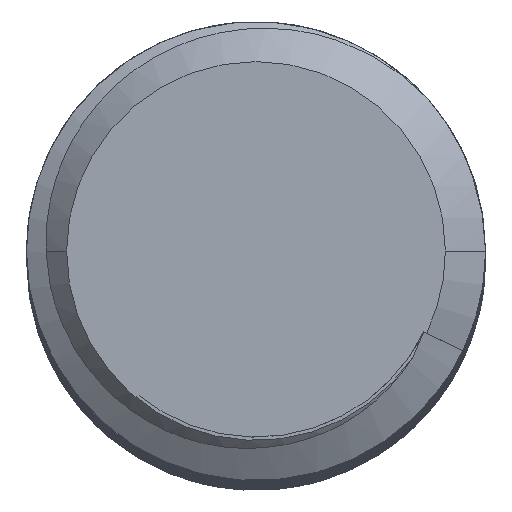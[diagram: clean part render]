
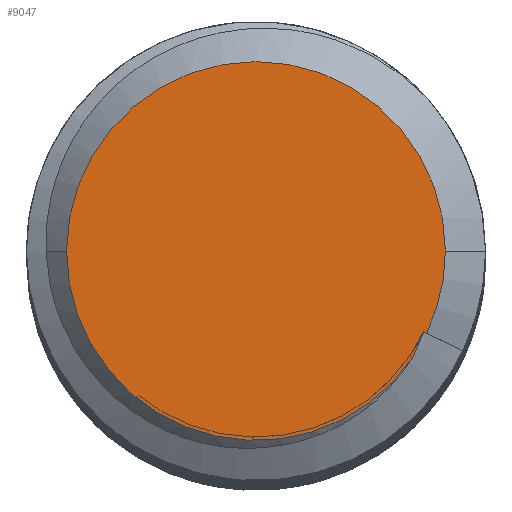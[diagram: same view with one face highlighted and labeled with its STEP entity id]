
A CAD part, top view. The second image highlights one B-rep face of the part: STEP entity #9047.
In plain terms, the highlighted planar face has unit normal (0, 0, 1).
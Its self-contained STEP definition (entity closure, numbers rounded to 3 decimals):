
#231 = VECTOR ( 'NONE', #12717, 1000. ) ;
#688 = CARTESIAN_POINT ( 'NONE',  ( 0., 0., 50. ) ) ;
#870 = CARTESIAN_POINT ( 'NONE',  ( 1.487, -0.716, 50. ) ) ;
#887 = CARTESIAN_POINT ( 'NONE',  ( 1.402, -0.855, 50. ) ) ;
#1031 = ORIENTED_EDGE ( 'NONE', *, *, #12873, .T. ) ;
#1123 = DIRECTION ( 'NONE',  ( 0., 0., 1. ) ) ;
#1704 = AXIS2_PLACEMENT_3D ( 'NONE', #8352, #6360, #10761 ) ;
#1764 = CARTESIAN_POINT ( 'NONE',  ( 1.65, 0., 50. ) ) ;
#1862 = CARTESIAN_POINT ( 'NONE',  ( 0., 0., 50. ) ) ;
#2563 = VERTEX_POINT ( 'NONE', #1764 ) ;
#3007 = DIRECTION ( 'NONE',  ( 1., 0., 0. ) ) ;
#3061 = CIRCLE ( 'NONE', #1704, 1.65 ) ;
#3396 = ORIENTED_EDGE ( 'NONE', *, *, #10460, .T. ) ;
#4374 = EDGE_CURVE ( 'NONE', #14212, #12253, #7037, .T. ) ;
#4629 = CARTESIAN_POINT ( 'NONE',  ( 1.366, -0.925, 50. ) ) ;
#5640 = PLANE ( 'NONE',  #5904 ) ;
#5904 = AXIS2_PLACEMENT_3D ( 'NONE', #6762, #1123, #14672 ) ;
#6090 = LINE ( 'NONE', #688, #231 ) ;
#6360 = DIRECTION ( 'NONE',  ( 0., 0., 1. ) ) ;
#6570 = CARTESIAN_POINT ( 'NONE',  ( 1.366, -0.925, 50. ) ) ;
#6762 = CARTESIAN_POINT ( 'NONE',  ( 0., 0., 50. ) ) ;
#7037 = CIRCLE ( 'NONE', #12309, 1.65 ) ;
#7498 = DIRECTION ( 'NONE',  ( 0., 0., 1. ) ) ;
#7685 = DIRECTION ( 'NONE',  ( 0., 0., 1. ) ) ;
#7777 = VERTEX_POINT ( 'NONE', #8192 ) ;
#7833 = FACE_OUTER_BOUND ( 'NONE', #11564, .T. ) ;
#8192 = CARTESIAN_POINT ( 'NONE',  ( 1.459, -0.707, 50. ) ) ;
#8352 = CARTESIAN_POINT ( 'NONE',  ( 0., 0., 50. ) ) ;
#8531 = CIRCLE ( 'NONE', #10041, 1.65 ) ;
#9047 = ADVANCED_FACE ( 'NONE', ( #7833 ), #5640, .T. ) ;
#9412 = ORIENTED_EDGE ( 'NONE', *, *, #4374, .T. ) ;
#9834 = ORIENTED_EDGE ( 'NONE', *, *, #10594, .T. ) ;
#10041 = AXIS2_PLACEMENT_3D ( 'NONE', #12049, #7498, #3007 ) ;
#10460 = EDGE_CURVE ( 'NONE', #7777, #12919, #6090, .T. ) ;
#10594 = EDGE_CURVE ( 'NONE', #12253, #7777, #13696, .T. ) ;
#10761 = DIRECTION ( 'NONE',  ( 1., 0., 0. ) ) ;
#10968 = CARTESIAN_POINT ( 'NONE',  ( 1.459, -0.707, 50. ) ) ;
#11011 = ORIENTED_EDGE ( 'NONE', *, *, #12737, .T. ) ;
#11564 = EDGE_LOOP ( 'NONE', ( #9834, #3396, #11011, #1031, #9412 ) ) ;
#11989 = CARTESIAN_POINT ( 'NONE',  ( -1.65, 0., 50. ) ) ;
#12049 = CARTESIAN_POINT ( 'NONE',  ( 0., 0., 50. ) ) ;
#12253 = VERTEX_POINT ( 'NONE', #4629 ) ;
#12309 = AXIS2_PLACEMENT_3D ( 'NONE', #1862, #7685, #13336 ) ;
#12717 = DIRECTION ( 'NONE',  ( 0.901, -0.434, 0. ) ) ;
#12737 = EDGE_CURVE ( 'NONE', #12919, #2563, #3061, .T. ) ;
#12873 = EDGE_CURVE ( 'NONE', #2563, #14212, #8531, .T. ) ;
#12919 = VERTEX_POINT ( 'NONE', #870 ) ;
#13336 = DIRECTION ( 'NONE',  ( 1., 0., 0. ) ) ;
#13696 = B_SPLINE_CURVE_WITH_KNOTS ( 'NONE', 3,
 ( #6570, #887, #14478, #10968 ),
 .UNSPECIFIED., .F., .F.,
 ( 4, 4 ),
 ( 0.001, 0.001 ),
 .UNSPECIFIED. ) ;
#14212 = VERTEX_POINT ( 'NONE', #11989 ) ;
#14478 = CARTESIAN_POINT ( 'NONE',  ( 1.433, -0.783, 50. ) ) ;
#14672 = DIRECTION ( 'NONE',  ( 1., 0., 0. ) ) ;
